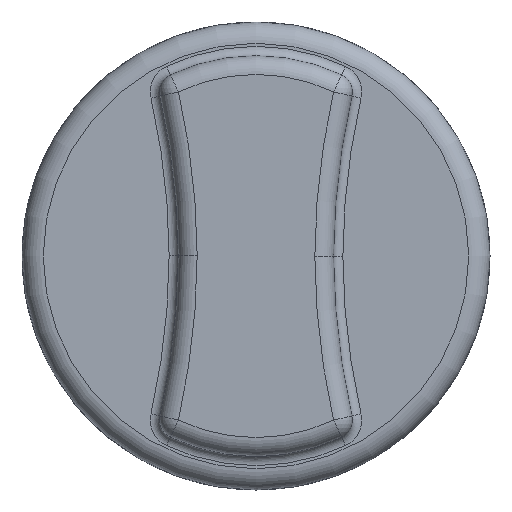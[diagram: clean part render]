
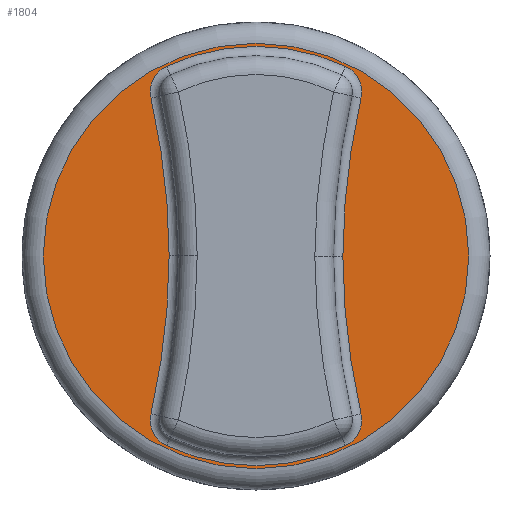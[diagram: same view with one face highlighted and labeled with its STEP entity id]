
A CAD part, front view. The second image highlights one B-rep face of the part: STEP entity #1804.
In plain terms, the highlighted planar face has unit normal (0, -1, 0).
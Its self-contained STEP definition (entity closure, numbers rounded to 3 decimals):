
#21=FACE_BOUND('',#325,.T.);
#64=CIRCLE('',#1939,11.21);
#66=CIRCLE('',#1942,1.5);
#69=CIRCLE('',#1946,39.138);
#73=CIRCLE('',#1951,39.138);
#76=CIRCLE('',#1955,1.5);
#78=CIRCLE('',#1958,11.21);
#81=CIRCLE('',#1962,1.5);
#84=CIRCLE('',#1966,39.138);
#88=CIRCLE('',#1971,39.138);
#90=CIRCLE('',#1974,1.5);
#96=CIRCLE('',#1986,11.376);
#155=PLANE('',#1985);
#221=FACE_OUTER_BOUND('',#324,.T.);
#324=EDGE_LOOP('',(#1357));
#325=EDGE_LOOP('',(#1358,#1359,#1360,#1361,#1362,#1363,#1364,#1365,#1366,
#1367));
#805=VERTEX_POINT('',#2936);
#808=VERTEX_POINT('',#2941);
#810=VERTEX_POINT('',#2946);
#812=VERTEX_POINT('',#2952);
#814=VERTEX_POINT('',#2959);
#816=VERTEX_POINT('',#2965);
#818=VERTEX_POINT('',#2970);
#820=VERTEX_POINT('',#2976);
#822=VERTEX_POINT('',#2982);
#824=VERTEX_POINT('',#2989);
#831=VERTEX_POINT('',#3018);
#998=EDGE_CURVE('',#808,#805,#64,.T.);
#1000=EDGE_CURVE('',#810,#808,#66,.T.);
#1003=EDGE_CURVE('',#812,#810,#69,.T.);
#1007=EDGE_CURVE('',#814,#812,#73,.T.);
#1010=EDGE_CURVE('',#816,#814,#76,.T.);
#1012=EDGE_CURVE('',#818,#816,#78,.T.);
#1015=EDGE_CURVE('',#820,#818,#81,.T.);
#1018=EDGE_CURVE('',#822,#820,#84,.T.);
#1022=EDGE_CURVE('',#824,#822,#88,.T.);
#1024=EDGE_CURVE('',#805,#824,#90,.T.);
#1036=EDGE_CURVE('',#831,#831,#96,.T.);
#1357=ORIENTED_EDGE('',*,*,#1036,.T.);
#1358=ORIENTED_EDGE('',*,*,#998,.F.);
#1359=ORIENTED_EDGE('',*,*,#1000,.F.);
#1360=ORIENTED_EDGE('',*,*,#1003,.F.);
#1361=ORIENTED_EDGE('',*,*,#1007,.F.);
#1362=ORIENTED_EDGE('',*,*,#1010,.F.);
#1363=ORIENTED_EDGE('',*,*,#1012,.F.);
#1364=ORIENTED_EDGE('',*,*,#1015,.F.);
#1365=ORIENTED_EDGE('',*,*,#1018,.F.);
#1366=ORIENTED_EDGE('',*,*,#1022,.F.);
#1367=ORIENTED_EDGE('',*,*,#1024,.F.);
#1804=ADVANCED_FACE('',(#221,#21),#155,.T.);
#1939=AXIS2_PLACEMENT_3D('',#2943,#2252,#2253);
#1942=AXIS2_PLACEMENT_3D('',#2948,#2258,#2259);
#1946=AXIS2_PLACEMENT_3D('',#2954,#2266,#2267);
#1951=AXIS2_PLACEMENT_3D('',#2961,#2276,#2277);
#1955=AXIS2_PLACEMENT_3D('',#2967,#2284,#2285);
#1958=AXIS2_PLACEMENT_3D('',#2972,#2290,#2291);
#1962=AXIS2_PLACEMENT_3D('',#2978,#2298,#2299);
#1966=AXIS2_PLACEMENT_3D('',#2984,#2306,#2307);
#1971=AXIS2_PLACEMENT_3D('',#2991,#2316,#2317);
#1974=AXIS2_PLACEMENT_3D('',#2994,#2322,#2323);
#1985=AXIS2_PLACEMENT_3D('',#3017,#2350,#2351);
#1986=AXIS2_PLACEMENT_3D('',#3019,#2352,#2353);
#2252=DIRECTION('center_axis',(0.,-1.,0.));
#2253=DIRECTION('ref_axis',(0.,0.,1.));
#2258=DIRECTION('center_axis',(0.,-1.,0.));
#2259=DIRECTION('ref_axis',(0.899,0.,0.438));
#2266=DIRECTION('center_axis',(0.,1.,0.));
#2267=DIRECTION('ref_axis',(-0.993,0.,0.114));
#2276=DIRECTION('center_axis',(0.,1.,0.));
#2277=DIRECTION('ref_axis',(-0.993,0.,-0.114));
#2284=DIRECTION('center_axis',(0.,-1.,0.));
#2285=DIRECTION('ref_axis',(0.899,0.,-0.438));
#2290=DIRECTION('center_axis',(0.,-1.,0.));
#2291=DIRECTION('ref_axis',(0.,0.,-1.));
#2298=DIRECTION('center_axis',(0.,-1.,0.));
#2299=DIRECTION('ref_axis',(-0.899,0.,-0.438));
#2306=DIRECTION('center_axis',(0.,1.,0.));
#2307=DIRECTION('ref_axis',(0.993,0.,-0.114));
#2316=DIRECTION('center_axis',(0.,1.,0.));
#2317=DIRECTION('ref_axis',(0.993,0.,0.114));
#2322=DIRECTION('center_axis',(0.,-1.,0.));
#2323=DIRECTION('ref_axis',(-0.899,0.,0.438));
#2350=DIRECTION('center_axis',(0.,-1.,0.));
#2351=DIRECTION('ref_axis',(0.,0.,-1.));
#2352=DIRECTION('center_axis',(0.,-1.,0.));
#2353=DIRECTION('ref_axis',(1.,0.,0.));
#2936=CARTESIAN_POINT('',(-34.906,-8.932,40.159));
#2941=CARTESIAN_POINT('',(-25.323,-8.932,40.159));
#2943=CARTESIAN_POINT('Origin',(-30.115,-8.932,30.025));
#2946=CARTESIAN_POINT('',(-24.501,-8.932,38.471));
#2948=CARTESIAN_POINT('Origin',(-25.964,-8.932,38.803));
#2952=CARTESIAN_POINT('',(-25.471,-8.932,30.022));
#2954=CARTESIAN_POINT('Origin',(13.667,-8.932,29.812));
#2959=CARTESIAN_POINT('',(-24.501,-8.932,21.578));
#2961=CARTESIAN_POINT('Origin',(13.667,-8.932,30.238));
#2965=CARTESIAN_POINT('',(-25.323,-8.932,19.89));
#2967=CARTESIAN_POINT('Origin',(-25.964,-8.932,21.246));
#2970=CARTESIAN_POINT('',(-34.906,-8.932,19.89));
#2972=CARTESIAN_POINT('Origin',(-30.115,-8.932,30.025));
#2976=CARTESIAN_POINT('',(-35.728,-8.932,21.578));
#2978=CARTESIAN_POINT('Origin',(-34.265,-8.932,21.246));
#2982=CARTESIAN_POINT('',(-34.759,-8.932,30.027));
#2984=CARTESIAN_POINT('Origin',(-73.896,-8.932,30.238));
#2989=CARTESIAN_POINT('',(-35.728,-8.932,38.471));
#2991=CARTESIAN_POINT('Origin',(-73.896,-8.932,29.812));
#2994=CARTESIAN_POINT('Origin',(-34.265,-8.932,38.803));
#3017=CARTESIAN_POINT('Origin',(-26.096,-8.932,30.025));
#3018=CARTESIAN_POINT('',(-30.115,-8.932,41.4));
#3019=CARTESIAN_POINT('Origin',(-30.115,-8.932,30.025));
